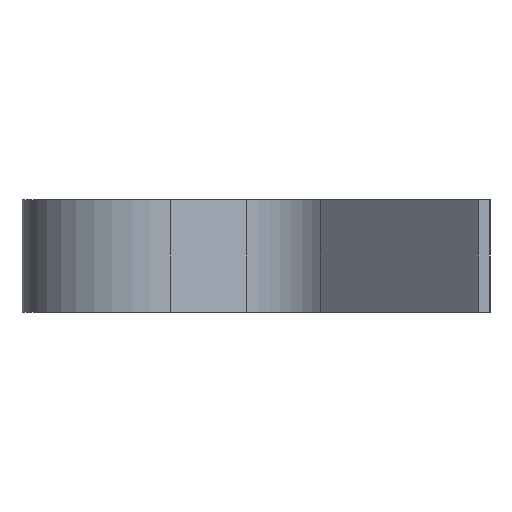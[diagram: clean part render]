
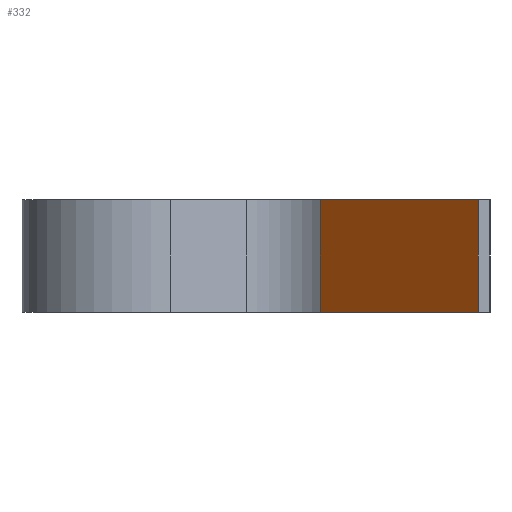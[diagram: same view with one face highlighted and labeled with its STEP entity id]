
A CAD part, left-side view. The second image highlights one B-rep face of the part: STEP entity #332.
In plain terms, the highlighted planar face has unit normal (-0.707, 0.707, 0).
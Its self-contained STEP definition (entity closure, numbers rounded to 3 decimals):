
#17=PLANE('',#375);
#30=FACE_OUTER_BOUND('',#48,.T.);
#48=EDGE_LOOP('',(#239,#240,#241,#242));
#70=LINE('',#519,#106);
#71=LINE('',#522,#107);
#72=LINE('',#524,#108);
#73=LINE('',#525,#109);
#106=VECTOR('',#419,10.);
#107=VECTOR('',#422,10.);
#108=VECTOR('',#423,10.);
#109=VECTOR('',#424,10.);
#153=VERTEX_POINT('',#515);
#154=VERTEX_POINT('',#517);
#155=VERTEX_POINT('',#521);
#156=VERTEX_POINT('',#523);
#188=EDGE_CURVE('',#153,#154,#70,.T.);
#189=EDGE_CURVE('',#155,#153,#71,.T.);
#190=EDGE_CURVE('',#156,#154,#72,.T.);
#191=EDGE_CURVE('',#155,#156,#73,.T.);
#239=ORIENTED_EDGE('',*,*,#189,.T.);
#240=ORIENTED_EDGE('',*,*,#188,.T.);
#241=ORIENTED_EDGE('',*,*,#190,.F.);
#242=ORIENTED_EDGE('',*,*,#191,.F.);
#332=ADVANCED_FACE('',(#30),#17,.T.);
#375=AXIS2_PLACEMENT_3D('',#520,#420,#421);
#419=DIRECTION('',(0.,0.,1.));
#420=DIRECTION('center_axis',(-0.707,0.707,0.));
#421=DIRECTION('ref_axis',(-0.707,-0.707,0.));
#422=DIRECTION('',(-0.707,-0.707,0.));
#423=DIRECTION('',(-0.707,-0.707,0.));
#424=DIRECTION('',(0.,0.,1.));
#515=CARTESIAN_POINT('',(-18.798,-4.101,0.));
#517=CARTESIAN_POINT('',(-18.798,-4.101,8.));
#519=CARTESIAN_POINT('',(-18.798,-4.101,0.));
#520=CARTESIAN_POINT('Origin',(-7.624,7.073,0.));
#521=CARTESIAN_POINT('',(-7.624,7.073,0.));
#522=CARTESIAN_POINT('',(-7.624,7.073,0.));
#523=CARTESIAN_POINT('',(-7.624,7.073,8.));
#524=CARTESIAN_POINT('',(-7.624,7.073,8.));
#525=CARTESIAN_POINT('',(-7.624,7.073,0.));
